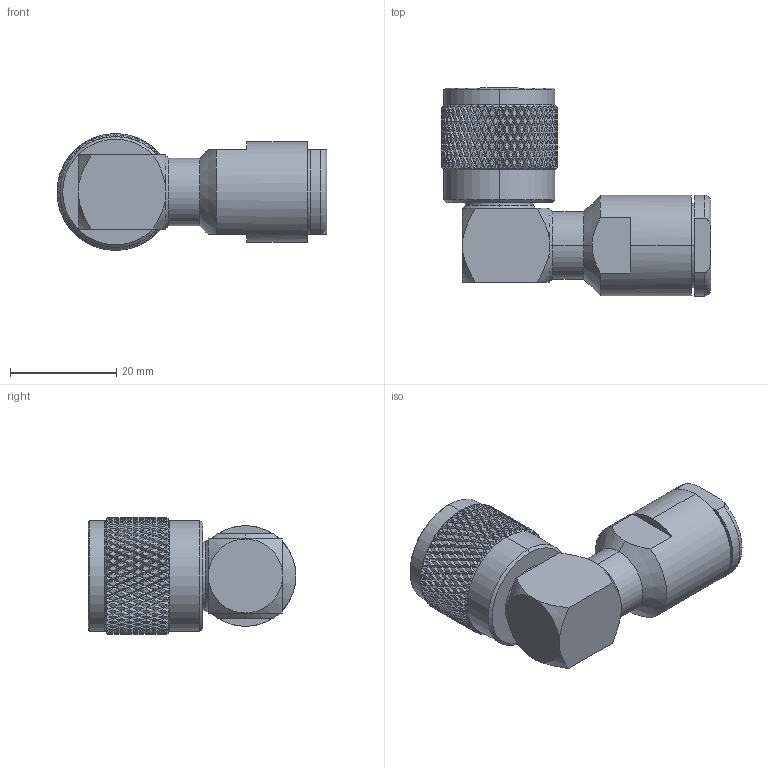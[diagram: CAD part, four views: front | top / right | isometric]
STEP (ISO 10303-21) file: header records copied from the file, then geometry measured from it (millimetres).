
FILE_DESCRIPTION (( 'STEP AP203' ), '1' );
FILE_NAME ('PE4230.step', '2018-10-11T23:01:04', ( '' ), ( '' ), 'SwSTEP 2.0', 'SolidWorks 2017', '' );
FILE_SCHEMA (( 'CONFIG_CONTROL_DESIGN' ));
Length unit declared in the file: inch
Products named in the file (8): PE4230; Copy of HN^PE4230; Copy of N-Washer (Thin)^Copy of HN_PE4230; Copy of PE4230-Body^PE4230; Copy of N-Gasket^Copy of HN_PE4230; Copy of N-Nut^Copy of HN_PE4230; Copy of N contact^Copy of HN_PE4230; Copy of N-Clamp^Copy of HN_PE4230
Assembly tree (7 placements, depth 3):
  PE4230
    Copy of PE4230-Body^PE4230
    Copy of HN^PE4230
      Copy of N contact^Copy of HN_PE4230
      Copy of N-Clamp^Copy of HN_PE4230
      Copy of N-Gasket^Copy of HN_PE4230
      Copy of N-Washer (Thin)^Copy of HN_PE4230
      Copy of N-Nut^Copy of HN_PE4230
Bounding box: 50.88 x 39.22 x 22 mm (x, y, z)
Volume: 13969.1 mm3; surface area: 11412.8 mm2
Topology: 6 solids, 6 shells, 2423 faces, 5183 edges, 2788 vertices
Faces by surface type: bspline 1734, cylinder 543, plane 83, cone 57, torus 6
Entity records: 104964 total; most frequent: CARTESIAN_POINT 71338, ORIENTED_EDGE 10366, EDGE_CURVE 5183, VERTEX_POINT 2788, EDGE_LOOP 2451, FACE_OUTER_BOUND 2423, ADVANCED_FACE 2423, DIRECTION 2396
